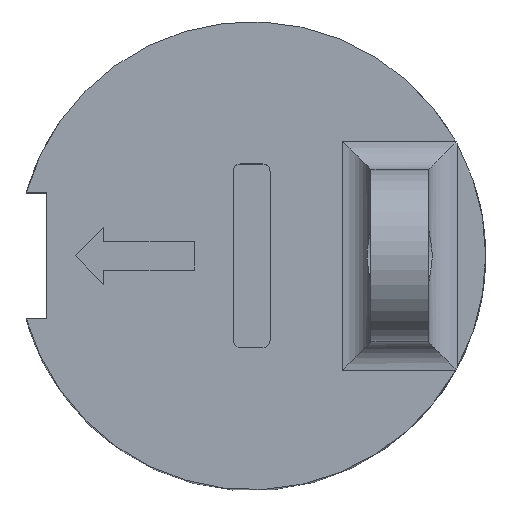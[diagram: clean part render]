
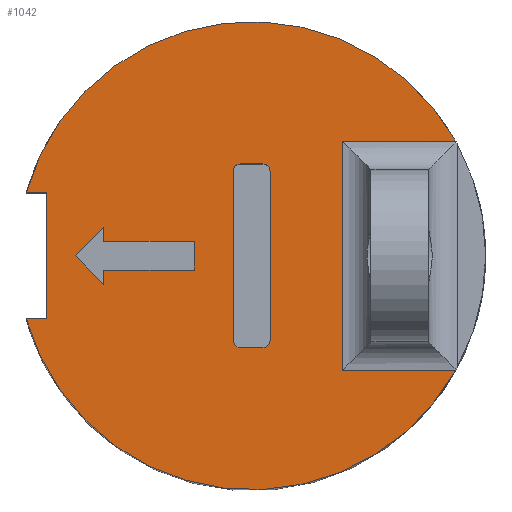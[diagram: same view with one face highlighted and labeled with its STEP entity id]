
A CAD part, top view. The second image highlights one B-rep face of the part: STEP entity #1042.
In plain terms, the highlighted planar face has unit normal (0, 0, 1).
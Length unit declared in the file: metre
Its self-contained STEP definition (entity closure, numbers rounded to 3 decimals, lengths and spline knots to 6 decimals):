
#62=LINE('',#1565,#163);
#63=LINE('',#1568,#164);
#64=LINE('',#1572,#165);
#65=LINE('',#1574,#166);
#66=LINE('',#1576,#167);
#67=LINE('',#1580,#168);
#68=LINE('',#1581,#169);
#69=LINE('',#1584,#170);
#70=LINE('',#1586,#171);
#71=LINE('',#1588,#172);
#72=LINE('',#1590,#173);
#73=LINE('',#1592,#174);
#74=LINE('',#1594,#175);
#75=LINE('',#1595,#176);
#76=LINE('',#1600,#177);
#77=LINE('',#1604,#178);
#78=LINE('',#1608,#179);
#163=VECTOR('',#1243,1.);
#164=VECTOR('',#1244,1.);
#165=VECTOR('',#1247,1.);
#166=VECTOR('',#1248,1.);
#167=VECTOR('',#1249,1.);
#168=VECTOR('',#1252,1.);
#169=VECTOR('',#1253,1.);
#170=VECTOR('',#1254,1.);
#171=VECTOR('',#1255,1.);
#172=VECTOR('',#1256,1.);
#173=VECTOR('',#1257,1.);
#174=VECTOR('',#1258,1.);
#175=VECTOR('',#1259,1.);
#176=VECTOR('',#1260,1.);
#177=VECTOR('',#1263,1.);
#178=VECTOR('',#1266,1.);
#179=VECTOR('',#1269,1.);
#267=ORIENTED_EDGE('',*,*,#581,.T.);
#268=ORIENTED_EDGE('',*,*,#582,.T.);
#269=ORIENTED_EDGE('',*,*,#583,.T.);
#270=ORIENTED_EDGE('',*,*,#584,.F.);
#271=ORIENTED_EDGE('',*,*,#585,.T.);
#272=ORIENTED_EDGE('',*,*,#586,.T.);
#273=ORIENTED_EDGE('',*,*,#587,.T.);
#274=ORIENTED_EDGE('',*,*,#588,.T.);
#275=ORIENTED_EDGE('',*,*,#589,.F.);
#276=ORIENTED_EDGE('',*,*,#590,.T.);
#277=ORIENTED_EDGE('',*,*,#591,.T.);
#278=ORIENTED_EDGE('',*,*,#592,.T.);
#279=ORIENTED_EDGE('',*,*,#593,.F.);
#280=ORIENTED_EDGE('',*,*,#594,.F.);
#281=ORIENTED_EDGE('',*,*,#595,.F.);
#282=ORIENTED_EDGE('',*,*,#596,.F.);
#283=ORIENTED_EDGE('',*,*,#597,.T.);
#284=ORIENTED_EDGE('',*,*,#598,.T.);
#285=ORIENTED_EDGE('',*,*,#599,.T.);
#286=ORIENTED_EDGE('',*,*,#600,.T.);
#287=ORIENTED_EDGE('',*,*,#601,.T.);
#288=ORIENTED_EDGE('',*,*,#602,.F.);
#289=ORIENTED_EDGE('',*,*,#603,.T.);
#581=EDGE_CURVE('',#738,#739,#62,.T.);
#582=EDGE_CURVE('',#739,#740,#63,.T.);
#583=EDGE_CURVE('',#740,#741,#833,.T.);
#584=EDGE_CURVE('',#742,#741,#64,.T.);
#585=EDGE_CURVE('',#742,#743,#65,.T.);
#586=EDGE_CURVE('',#743,#744,#66,.T.);
#587=EDGE_CURVE('',#744,#745,#834,.T.);
#588=EDGE_CURVE('',#745,#738,#67,.F.);
#589=EDGE_CURVE('',#746,#747,#68,.T.);
#590=EDGE_CURVE('',#746,#748,#69,.T.);
#591=EDGE_CURVE('',#748,#749,#70,.T.);
#592=EDGE_CURVE('',#749,#750,#71,.T.);
#593=EDGE_CURVE('',#751,#750,#72,.T.);
#594=EDGE_CURVE('',#752,#751,#73,.T.);
#595=EDGE_CURVE('',#747,#752,#74,.T.);
#596=EDGE_CURVE('',#753,#754,#75,.T.);
#597=EDGE_CURVE('',#753,#755,#835,.F.);
#598=EDGE_CURVE('',#755,#756,#76,.T.);
#599=EDGE_CURVE('',#756,#757,#836,.F.);
#600=EDGE_CURVE('',#757,#758,#77,.T.);
#601=EDGE_CURVE('',#758,#759,#837,.F.);
#602=EDGE_CURVE('',#760,#759,#78,.T.);
#603=EDGE_CURVE('',#760,#754,#838,.F.);
#738=VERTEX_POINT('',#1566);
#739=VERTEX_POINT('',#1567);
#740=VERTEX_POINT('',#1569);
#741=VERTEX_POINT('',#1571);
#742=VERTEX_POINT('',#1573);
#743=VERTEX_POINT('',#1575);
#744=VERTEX_POINT('',#1577);
#745=VERTEX_POINT('',#1579);
#746=VERTEX_POINT('',#1582);
#747=VERTEX_POINT('',#1583);
#748=VERTEX_POINT('',#1585);
#749=VERTEX_POINT('',#1587);
#750=VERTEX_POINT('',#1589);
#751=VERTEX_POINT('',#1591);
#752=VERTEX_POINT('',#1593);
#753=VERTEX_POINT('',#1596);
#754=VERTEX_POINT('',#1597);
#755=VERTEX_POINT('',#1599);
#756=VERTEX_POINT('',#1601);
#757=VERTEX_POINT('',#1603);
#758=VERTEX_POINT('',#1605);
#759=VERTEX_POINT('',#1607);
#760=VERTEX_POINT('',#1609);
#833=CIRCLE('',#1122,0.012954);
#834=CIRCLE('',#1123,0.012954);
#835=CIRCLE('',#1124,0.000397);
#836=CIRCLE('',#1125,0.000397);
#837=CIRCLE('',#1126,0.000397);
#838=CIRCLE('',#1127,0.000397);
#871=EDGE_LOOP('',(#267,#268,#269,#270,#271,#272,#273,#274));
#872=EDGE_LOOP('',(#275,#276,#277,#278,#279,#280,#281));
#873=EDGE_LOOP('',(#282,#283,#284,#285,#286,#287,#288,#289));
#940=FACE_BOUND('',#871,.T.);
#941=FACE_BOUND('',#872,.T.);
#942=FACE_BOUND('',#873,.T.);
#1008=PLANE('',#1121);
#1042=ADVANCED_FACE('',(#940,#941,#942),#1008,.T.);
#1121=AXIS2_PLACEMENT_3D('',#1564,#1241,#1242);
#1122=AXIS2_PLACEMENT_3D('',#1570,#1245,#1246);
#1123=AXIS2_PLACEMENT_3D('',#1578,#1250,#1251);
#1124=AXIS2_PLACEMENT_3D('',#1598,#1261,#1262);
#1125=AXIS2_PLACEMENT_3D('',#1602,#1264,#1265);
#1126=AXIS2_PLACEMENT_3D('',#1606,#1267,#1268);
#1127=AXIS2_PLACEMENT_3D('',#1610,#1270,#1271);
#1241=DIRECTION('',(0.,0.,1.));
#1242=DIRECTION('',(1.,0.,0.));
#1243=DIRECTION('',(0.,1.,0.));
#1244=DIRECTION('',(1.,0.,0.));
#1245=DIRECTION('',(0.,0.,1.));
#1246=DIRECTION('',(1.,0.,0.));
#1247=DIRECTION('',(-1.,0.,0.));
#1248=DIRECTION('',(0.,-1.,0.));
#1249=DIRECTION('',(-1.,0.,0.));
#1250=DIRECTION('',(0.,0.,1.));
#1251=DIRECTION('',(1.,0.,0.));
#1252=DIRECTION('',(1.,0.,0.));
#1253=DIRECTION('',(0.707,-0.707,0.));
#1254=DIRECTION('',(0.707,0.707,0.));
#1255=DIRECTION('',(0.,-1.,0.));
#1256=DIRECTION('',(1.,0.,0.));
#1257=DIRECTION('',(0.,1.,0.));
#1258=DIRECTION('',(1.,0.,0.));
#1259=DIRECTION('',(0.,1.,0.));
#1260=DIRECTION('',(1.,0.,0.));
#1261=DIRECTION('',(0.,0.,1.));
#1262=DIRECTION('',(1.,0.,0.));
#1263=DIRECTION('',(0.,1.,0.));
#1264=DIRECTION('',(0.,0.,1.));
#1265=DIRECTION('',(1.,0.,0.));
#1266=DIRECTION('',(1.,0.,0.));
#1267=DIRECTION('',(0.,0.,1.));
#1268=DIRECTION('',(1.,0.,0.));
#1269=DIRECTION('',(0.,1.,0.));
#1270=DIRECTION('',(0.,0.,1.));
#1271=DIRECTION('',(1.,0.,0.));
#1564=CARTESIAN_POINT('',(0.,0.,0.03175));
#1565=CARTESIAN_POINT('',(0.005017,0.004763,0.03175));
#1566=CARTESIAN_POINT('',(0.005017,-0.00635,0.03175));
#1567=CARTESIAN_POINT('',(0.005017,0.00635,0.03175));
#1568=CARTESIAN_POINT('',(0.009779,0.00635,0.03175));
#1569=CARTESIAN_POINT('',(0.011291,0.00635,0.03175));
#1570=CARTESIAN_POINT('',(0.,0.,0.03175));
#1571=CARTESIAN_POINT('',(-0.012474,0.003493,0.03175));
#1572=CARTESIAN_POINT('',(-0.011367,0.003493,0.03175));
#1573=CARTESIAN_POINT('',(-0.011367,0.003493,0.03175));
#1574=CARTESIAN_POINT('',(-0.011367,0.,0.03175));
#1575=CARTESIAN_POINT('',(-0.011367,-0.003493,0.03175));
#1576=CARTESIAN_POINT('',(-0.011367,-0.003493,0.03175));
#1577=CARTESIAN_POINT('',(-0.012474,-0.003493,0.03175));
#1578=CARTESIAN_POINT('',(0.,0.,0.03175));
#1579=CARTESIAN_POINT('',(0.011291,-0.00635,0.03175));
#1580=CARTESIAN_POINT('',(0.,-0.00635,0.03175));
#1581=CARTESIAN_POINT('',(-0.008985,-0.000794,0.03175));
#1582=CARTESIAN_POINT('',(-0.009779,0.,0.03175));
#1583=CARTESIAN_POINT('',(-0.008192,-0.001588,0.03175));
#1584=CARTESIAN_POINT('',(-0.008985,0.000794,0.03175));
#1585=CARTESIAN_POINT('',(-0.008192,0.001588,0.03175));
#1586=CARTESIAN_POINT('',(-0.008192,0.001191,0.03175));
#1587=CARTESIAN_POINT('',(-0.008192,0.000794,0.03175));
#1588=CARTESIAN_POINT('',(-0.005683,0.000794,0.03175));
#1589=CARTESIAN_POINT('',(-0.003175,0.000794,0.03175));
#1590=CARTESIAN_POINT('',(-0.003175,-0.000397,0.03175));
#1591=CARTESIAN_POINT('',(-0.003175,-0.000794,0.03175));
#1592=CARTESIAN_POINT('',(-0.005683,-0.000794,0.03175));
#1593=CARTESIAN_POINT('',(-0.008192,-0.000794,0.03175));
#1594=CARTESIAN_POINT('',(-0.008192,-0.001191,0.03175));
#1595=CARTESIAN_POINT('',(0.,-0.00508,0.03175));
#1596=CARTESIAN_POINT('',(-0.000619,-0.00508,0.03175));
#1597=CARTESIAN_POINT('',(0.000619,-0.00508,0.03175));
#1598=CARTESIAN_POINT('',(-0.000619,-0.004683,0.03175));
#1599=CARTESIAN_POINT('',(-0.001016,-0.004683,0.03175));
#1600=CARTESIAN_POINT('',(-0.001016,0.,0.03175));
#1601=CARTESIAN_POINT('',(-0.001016,0.004683,0.03175));
#1602=CARTESIAN_POINT('',(-0.000619,0.004683,0.03175));
#1603=CARTESIAN_POINT('',(-0.000619,0.00508,0.03175));
#1604=CARTESIAN_POINT('',(0.,0.00508,0.03175));
#1605=CARTESIAN_POINT('',(0.000619,0.00508,0.03175));
#1606=CARTESIAN_POINT('',(0.000619,0.004683,0.03175));
#1607=CARTESIAN_POINT('',(0.001016,0.004683,0.03175));
#1608=CARTESIAN_POINT('',(0.001016,0.,0.03175));
#1609=CARTESIAN_POINT('',(0.001016,-0.004683,0.03175));
#1610=CARTESIAN_POINT('',(0.000619,-0.004683,0.03175));
